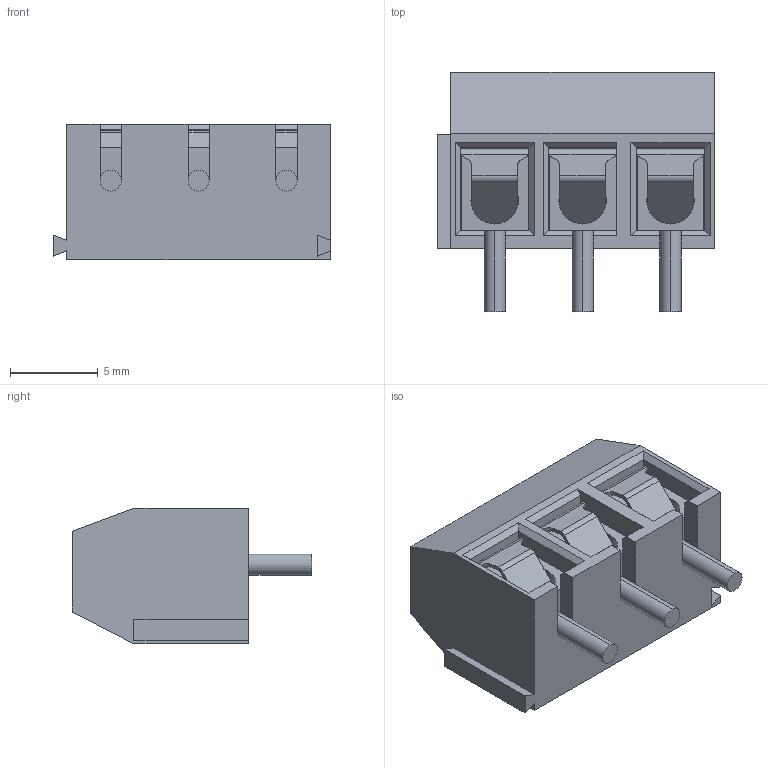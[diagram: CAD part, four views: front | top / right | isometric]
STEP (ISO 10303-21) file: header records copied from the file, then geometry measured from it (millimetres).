
FILE_DESCRIPTION (( 'STEP AP214' ), '1' );
FILE_NAME ('GX301-5.0-3P.STEP', '2014-01-04T10:23:29', ( '' ), ( '' ), 'SwSTEP 2.0', 'SolidWorks 2012', '' );
FILE_SCHEMA (( 'AUTOMOTIVE_DESIGN' ));
Length unit declared in the file: millimetre
Products named in the file (5): 錨璃18; 錨璃3; 錨璃2; 錨璃1; GX301-5.0-3P
Assembly tree (10 placements, depth 2):
  GX301-5.0-3P
    錨璃1
    錨璃2  x3
    錨璃3  x3
    錨璃18  x3
Bounding box: 15.75 x 13.6 x 7.7 mm (x, y, z)
Volume: 914.7 mm3; surface area: 1887.3 mm2
Topology: 10 solids, 10 shells, 366 faces, 980 edges, 643 vertices
Faces by surface type: cylinder 189, plane 138, torus 24, bspline 15
Entity records: 7681 total; most frequent: CARTESIAN_POINT 3377, ORIENTED_EDGE 908, DIRECTION 801, EDGE_CURVE 454, VERTEX_POINT 297, AXIS2_PLACEMENT_3D 268, LINE 265, VECTOR 265
